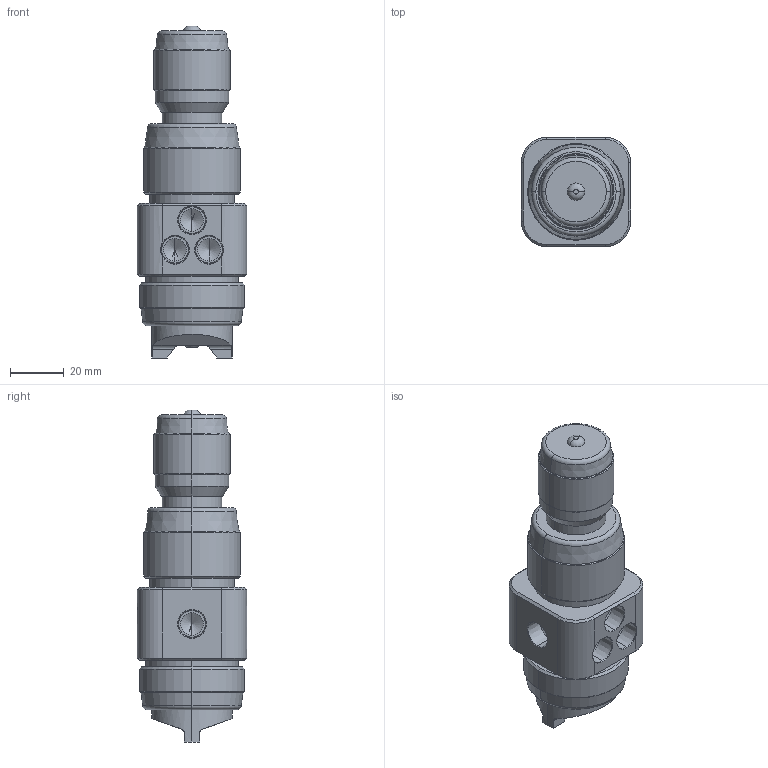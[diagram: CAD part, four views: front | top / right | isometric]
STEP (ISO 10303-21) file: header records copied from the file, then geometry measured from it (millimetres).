
FILE_DESCRIPTION (( 'STEP AP203' ), '1' );
FILE_NAME ('24B881.STEP', '2012-02-28T01:21:01', ( '' ), ( '' ), 'SwSTEP 2.0', 'SolidWorks 2011', '' );
FILE_SCHEMA (( 'CONFIG_CONTROL_DESIGN' ));
Length unit declared in the file: inch
Products named in the file (1): 24B881
Bounding box: 40.64 x 40.64 x 123.16 mm (x, y, z)
Volume: 111099 mm3; surface area: 18534.7 mm2
Topology: 1 solids, 1 shells, 183 faces, 417 edges, 250 vertices
Faces by surface type: cone 65, plane 54, cylinder 53, torus 11
Entity records: 5325 total; most frequent: CARTESIAN_POINT 1101, DIRECTION 934, ORIENTED_EDGE 810, EDGE_CURVE 405, AXIS2_PLACEMENT_3D 379, VERTEX_POINT 250, EDGE_LOOP 209, CIRCLE 195
